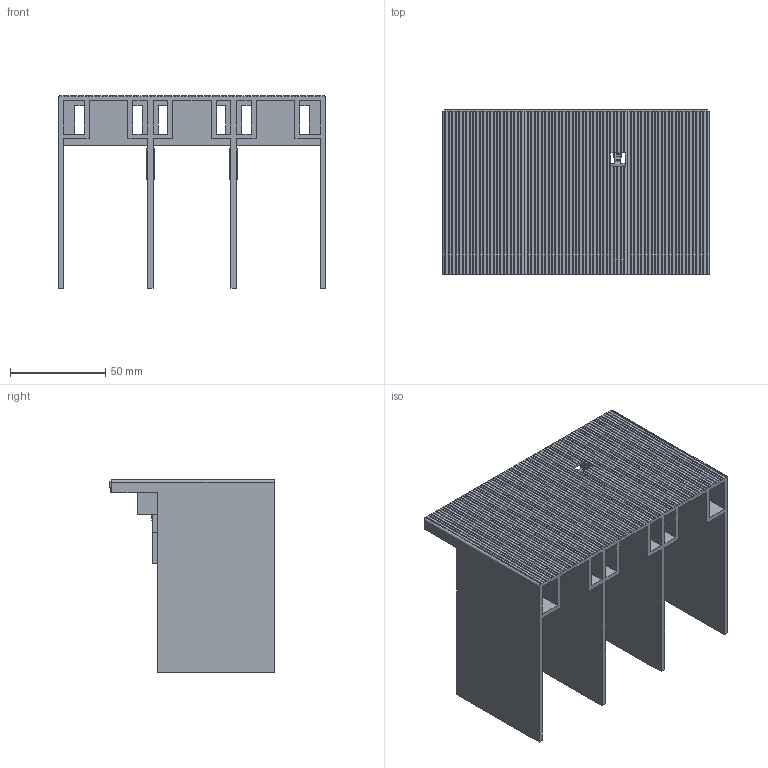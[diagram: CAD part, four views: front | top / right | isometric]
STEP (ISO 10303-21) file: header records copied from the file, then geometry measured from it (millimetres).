
FILE_DESCRIPTION( ( 'STEP AP214' ), '1' );
FILE_NAME( 'abb_LT370-30L_Terminal shrouds, long, 3-pole AF265-AF370.stp', '2019-03-06T22:05:44', ( '' ), ( '' ), ' ', 'PARTsolutions', ' ' );
FILE_SCHEMA( ( 'AUTOMOTIVE_DESIGN { 1 0 10303 214 1 1 1 1 }' ) );
Length unit declared in the file: millimetre
Products named in the file (1): _abb_LT370-30L_Terminal shrouds, long, 3-pole AF265-AF370
Bounding box: 140 x 86.2 x 101 mm (x, y, z)
Volume: 124485.2 mm3; surface area: 108162.8 mm2
Topology: 1 solids, 1 shells, 497 faces, 1491 edges, 994 vertices
Faces by surface type: plane 491, cylinder 6
Entity records: 20439 total; most frequent: CARTESIAN_POINT 2983, ORIENTED_EDGE 2982, DIRECTION 2501, EDGE_CURVE 1491, LINE 1477, VECTOR 1477, VERTEX_POINT 994, AXIS2_PLACEMENT_3D 512
